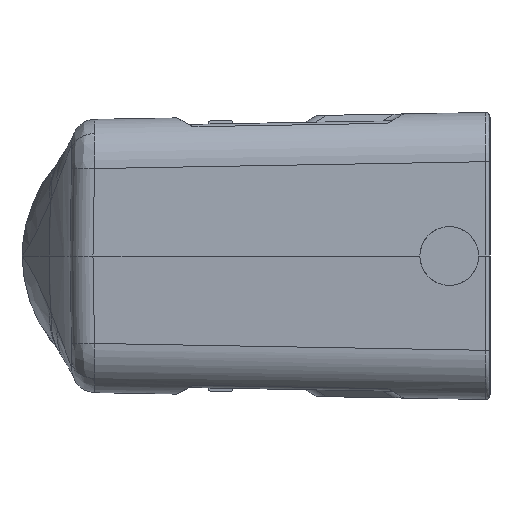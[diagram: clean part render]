
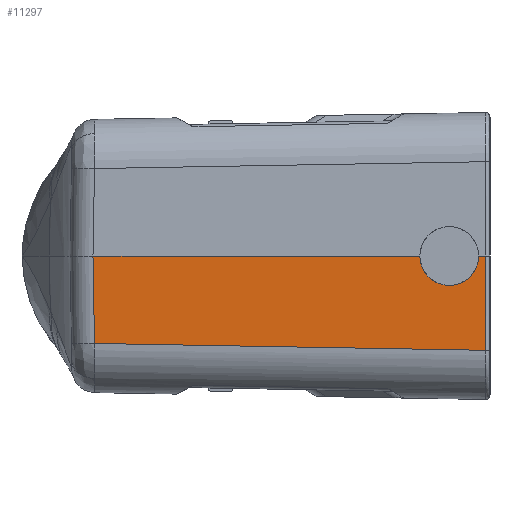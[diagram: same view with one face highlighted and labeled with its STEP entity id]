
A CAD part, left-side view. The second image highlights one B-rep face of the part: STEP entity #11297.
In plain terms, the highlighted planar face has unit normal (-1, 0.018, -0.017).
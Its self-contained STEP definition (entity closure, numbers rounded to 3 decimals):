
#3104=CARTESIAN_POINT('',(-46.493,70.609,
-14.121));
#3145=CARTESIAN_POINT('',(-46.72,71.7,0.));
#3146=CARTESIAN_POINT('',(-46.71,71.7,
-0.608));
#3147=CARTESIAN_POINT('',(-46.686,71.94,
-1.723));
#3148=CARTESIAN_POINT('',(-46.659,72.559,
-2.682));
#3149=CARTESIAN_POINT('',(-46.644,72.989,
-3.112));
#3151=DIRECTION('',(-0.017,0.,1.));
#3152=VECTOR('',#3151,14.124);
#3153=CARTESIAN_POINT('',(-46.493,70.609,
-14.121));
#3154=LINE('',#3153,#3152);
#3155=DIRECTION('',(-0.017,-1.,-0.017));
#3156=VECTOR('',#3155,58.642);
#3157=CARTESIAN_POINT('',(-45.487,129.233,
-13.098));
#3158=LINE('',#3157,#3156);
#3159=DIRECTION('',(0.017,-0.017,-1.));
#3160=VECTOR('',#3159,13.102);
#3161=CARTESIAN_POINT('',(-45.712,129.462,
0.));
#3162=LINE('',#3161,#3160);
#3163=DIRECTION('',(0.,-0.707,-0.707));
#3164=VECTOR('',#3163,4.4);
#3165=CARTESIAN_POINT('',(-46.644,76.1,
0.));
#3166=LINE('',#3165,#3164);
#3186=DIRECTION('',(0.017,1.,0.));
#3187=VECTOR('',#3186,53.37);
#3188=CARTESIAN_POINT('',(-46.644,76.1,
0.));
#3189=LINE('',#3188,#3187);
#3202=DIRECTION('',(0.017,1.,0.));
#3203=VECTOR('',#3202,1.091);
#3204=CARTESIAN_POINT('',(-46.739,70.609,
0.));
#3205=LINE('',#3204,#3203);
#3210=CARTESIAN_POINT('',(-46.72,71.7,0.));
#3361=CARTESIAN_POINT('',(-45.712,129.462,
0.));
#5272=VERTEX_POINT('',#3361);
#5867=CARTESIAN_POINT('',(-45.487,129.233,
-13.098));
#5869=VERTEX_POINT('',#5867);
#5932=CARTESIAN_POINT('',(-46.739,70.609,
0.));
#5933=VERTEX_POINT('',#5932);
#5946=VERTEX_POINT('',#3104);
#6333=CARTESIAN_POINT('',(-46.644,76.1,
0.));
#6335=VERTEX_POINT('',#6333);
#6337=VERTEX_POINT('',#3210);
#6340=VERTEX_POINT('',#3149);
#11278=CARTESIAN_POINT('',(-46.792,70.,2.412));
#11279=DIRECTION('',(-1.,0.017,-0.017));
#11280=DIRECTION('',(0.017,0.,-1.));
#11281=AXIS2_PLACEMENT_3D('',#11278,#11279,#11280);
#11282=PLANE('',#11281);
#11284=ORIENTED_EDGE('',*,*,#11283,.F.);
#11286=ORIENTED_EDGE('',*,*,#11285,.F.);
#11287=ORIENTED_EDGE('',*,*,#11271,.F.);
#11288=ORIENTED_EDGE('',*,*,#11206,.F.);
#11290=ORIENTED_EDGE('',*,*,#11289,.F.);
#11292=ORIENTED_EDGE('',*,*,#11291,.F.);
#11294=ORIENTED_EDGE('',*,*,#11293,.T.);
#11295=EDGE_LOOP('',(#11284,#11286,#11287,#11288,#11290,#11292,#11294));
#11296=FACE_OUTER_BOUND('',#11295,.F.);
#3150=B_SPLINE_CURVE_WITH_KNOTS('',3,(#3145,#3146,#3147,#3148,#3149),
.UNSPECIFIED.,.F.,.F.,(4,1,4),(0.,0.5,1.),.UNSPECIFIED.);
#11206=EDGE_CURVE('',#5869,#5946,#3158,.T.);
#11271=EDGE_CURVE('',#5946,#5933,#3154,.T.);
#11283=EDGE_CURVE('',#6337,#6340,#3150,.T.);
#11285=EDGE_CURVE('',#5933,#6337,#3205,.T.);
#11289=EDGE_CURVE('',#5272,#5869,#3162,.T.);
#11291=EDGE_CURVE('',#6335,#5272,#3189,.T.);
#11293=EDGE_CURVE('',#6335,#6340,#3166,.T.);
#11297=ADVANCED_FACE('',(#11296),#11282,.T.);
